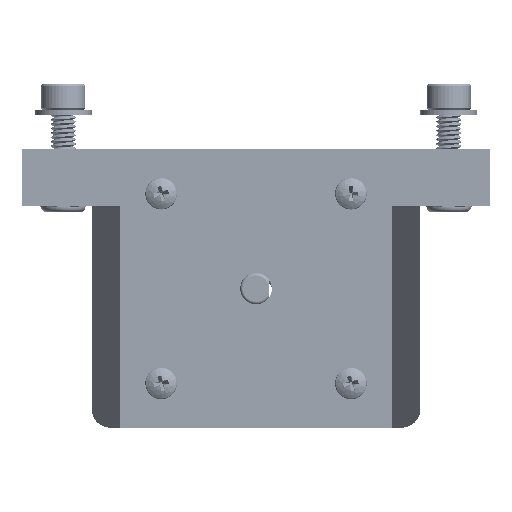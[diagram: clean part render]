
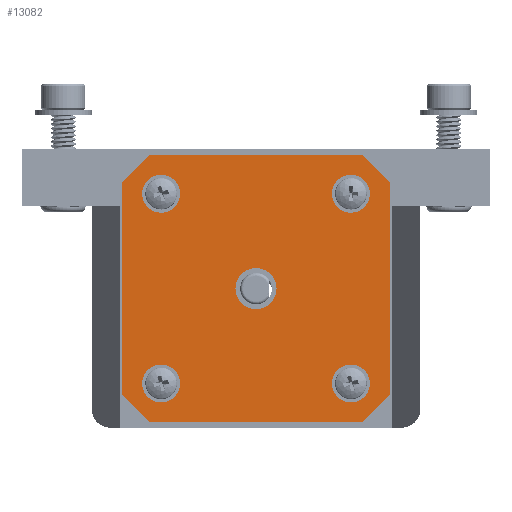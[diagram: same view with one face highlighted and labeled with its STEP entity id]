
A CAD part, front view. The second image highlights one B-rep face of the part: STEP entity #13082.
In plain terms, the highlighted planar face has unit normal (0, -1, 0).
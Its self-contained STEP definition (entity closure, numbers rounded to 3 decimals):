
#879=FACE_BOUND('',#2182,.T.);
#880=FACE_BOUND('',#2183,.T.);
#881=FACE_BOUND('',#2184,.T.);
#882=FACE_BOUND('',#2185,.T.);
#883=FACE_BOUND('',#2186,.T.);
#1071=PLANE('',#14104);
#1443=FACE_OUTER_BOUND('',#2181,.T.);
#2181=EDGE_LOOP('',(#9746,#9747,#9748,#9749,#9750,#9751,#9752,#9753));
#2182=EDGE_LOOP('',(#9754,#9755));
#2183=EDGE_LOOP('',(#9756,#9757));
#2184=EDGE_LOOP('',(#9758,#9759));
#2185=EDGE_LOOP('',(#9760,#9761));
#2186=EDGE_LOOP('',(#9762,#9763));
#3132=LINE('',#19776,#4228);
#3136=LINE('',#19784,#4232);
#3143=LINE('',#19797,#4239);
#3145=LINE('',#19801,#4241);
#3148=LINE('',#19806,#4244);
#3150=LINE('',#19810,#4246);
#3154=LINE('',#19818,#4250);
#3157=LINE('',#19822,#4253);
#4228=VECTOR('',#16058,1000.);
#4232=VECTOR('',#16064,1000.);
#4239=VECTOR('',#16073,1000.);
#4241=VECTOR('',#16077,1000.);
#4244=VECTOR('',#16082,1000.);
#4246=VECTOR('',#16086,1000.);
#4250=VECTOR('',#16092,1000.);
#4253=VECTOR('',#16097,1000.);
#5081=CIRCLE('',#14043,3.);
#5082=CIRCLE('',#14044,3.);
#5089=CIRCLE('',#14053,3.);
#5090=CIRCLE('',#14054,3.);
#5097=CIRCLE('',#14063,3.);
#5098=CIRCLE('',#14064,3.);
#5105=CIRCLE('',#14073,3.);
#5106=CIRCLE('',#14074,3.);
#5117=CIRCLE('',#14088,3.25);
#5118=CIRCLE('',#14089,3.25);
#5795=VERTEX_POINT('',#19628);
#5796=VERTEX_POINT('',#19630);
#5803=VERTEX_POINT('',#19648);
#5804=VERTEX_POINT('',#19650);
#5811=VERTEX_POINT('',#19668);
#5812=VERTEX_POINT('',#19670);
#5819=VERTEX_POINT('',#19688);
#5820=VERTEX_POINT('',#19690);
#5831=VERTEX_POINT('',#19718);
#5832=VERTEX_POINT('',#19720);
#5854=VERTEX_POINT('',#19773);
#5855=VERTEX_POINT('',#19775);
#5858=VERTEX_POINT('',#19783);
#5863=VERTEX_POINT('',#19796);
#5864=VERTEX_POINT('',#19800);
#5865=VERTEX_POINT('',#19805);
#5866=VERTEX_POINT('',#19809);
#5869=VERTEX_POINT('',#19817);
#7234=EDGE_CURVE('',#5795,#5796,#5081,.T.);
#7235=EDGE_CURVE('',#5796,#5795,#5082,.T.);
#7244=EDGE_CURVE('',#5803,#5804,#5089,.T.);
#7245=EDGE_CURVE('',#5804,#5803,#5090,.T.);
#7254=EDGE_CURVE('',#5811,#5812,#5097,.T.);
#7255=EDGE_CURVE('',#5812,#5811,#5098,.T.);
#7264=EDGE_CURVE('',#5819,#5820,#5105,.T.);
#7265=EDGE_CURVE('',#5820,#5819,#5106,.T.);
#7279=EDGE_CURVE('',#5831,#5832,#5117,.T.);
#7280=EDGE_CURVE('',#5832,#5831,#5118,.T.);
#7305=EDGE_CURVE('',#5854,#5855,#3132,.T.);
#7309=EDGE_CURVE('',#5855,#5858,#3136,.T.);
#7316=EDGE_CURVE('',#5858,#5863,#3143,.T.);
#7318=EDGE_CURVE('',#5863,#5864,#3145,.T.);
#7321=EDGE_CURVE('',#5864,#5865,#3148,.T.);
#7323=EDGE_CURVE('',#5865,#5866,#3150,.T.);
#7327=EDGE_CURVE('',#5866,#5869,#3154,.T.);
#7330=EDGE_CURVE('',#5869,#5854,#3157,.T.);
#9746=ORIENTED_EDGE('',*,*,#7305,.F.);
#9747=ORIENTED_EDGE('',*,*,#7330,.F.);
#9748=ORIENTED_EDGE('',*,*,#7327,.F.);
#9749=ORIENTED_EDGE('',*,*,#7323,.F.);
#9750=ORIENTED_EDGE('',*,*,#7321,.F.);
#9751=ORIENTED_EDGE('',*,*,#7318,.F.);
#9752=ORIENTED_EDGE('',*,*,#7316,.F.);
#9753=ORIENTED_EDGE('',*,*,#7309,.F.);
#9754=ORIENTED_EDGE('',*,*,#7235,.F.);
#9755=ORIENTED_EDGE('',*,*,#7234,.F.);
#9756=ORIENTED_EDGE('',*,*,#7245,.F.);
#9757=ORIENTED_EDGE('',*,*,#7244,.F.);
#9758=ORIENTED_EDGE('',*,*,#7255,.F.);
#9759=ORIENTED_EDGE('',*,*,#7254,.F.);
#9760=ORIENTED_EDGE('',*,*,#7265,.F.);
#9761=ORIENTED_EDGE('',*,*,#7264,.F.);
#9762=ORIENTED_EDGE('',*,*,#7280,.F.);
#9763=ORIENTED_EDGE('',*,*,#7279,.F.);
#13082=ADVANCED_FACE('',(#1443,#879,#880,#881,#882,#883),#1071,.T.);
#14043=AXIS2_PLACEMENT_3D('',#19631,#15919,#15920);
#14044=AXIS2_PLACEMENT_3D('',#19632,#15921,#15922);
#14053=AXIS2_PLACEMENT_3D('',#19651,#15941,#15942);
#14054=AXIS2_PLACEMENT_3D('',#19652,#15943,#15944);
#14063=AXIS2_PLACEMENT_3D('',#19671,#15963,#15964);
#14064=AXIS2_PLACEMENT_3D('',#19672,#15965,#15966);
#14073=AXIS2_PLACEMENT_3D('',#19691,#15985,#15986);
#14074=AXIS2_PLACEMENT_3D('',#19692,#15987,#15988);
#14088=AXIS2_PLACEMENT_3D('',#19721,#16018,#16019);
#14089=AXIS2_PLACEMENT_3D('',#19722,#16020,#16021);
#14104=AXIS2_PLACEMENT_3D('',#19827,#16102,#16103);
#15919=DIRECTION('center_axis',(0.,-1.,0.));
#15920=DIRECTION('ref_axis',(0.,0.,-1.));
#15921=DIRECTION('center_axis',(0.,-1.,0.));
#15922=DIRECTION('ref_axis',(0.,0.,-1.));
#15941=DIRECTION('center_axis',(0.,-1.,0.));
#15942=DIRECTION('ref_axis',(0.,0.,-1.));
#15943=DIRECTION('center_axis',(0.,-1.,0.));
#15944=DIRECTION('ref_axis',(0.,0.,-1.));
#15963=DIRECTION('center_axis',(0.,-1.,0.));
#15964=DIRECTION('ref_axis',(0.,0.,-1.));
#15965=DIRECTION('center_axis',(0.,-1.,0.));
#15966=DIRECTION('ref_axis',(0.,0.,-1.));
#15985=DIRECTION('center_axis',(0.,-1.,0.));
#15986=DIRECTION('ref_axis',(0.,0.,-1.));
#15987=DIRECTION('center_axis',(0.,-1.,0.));
#15988=DIRECTION('ref_axis',(0.,0.,-1.));
#16018=DIRECTION('center_axis',(0.,-1.,0.));
#16019=DIRECTION('ref_axis',(0.,0.,-1.));
#16020=DIRECTION('center_axis',(0.,-1.,0.));
#16021=DIRECTION('ref_axis',(0.,0.,-1.));
#16058=DIRECTION('',(0.,0.,1.));
#16064=DIRECTION('',(0.707,0.,0.707));
#16073=DIRECTION('',(1.,0.,0.));
#16077=DIRECTION('',(0.707,0.,-0.707));
#16082=DIRECTION('',(0.,0.,-1.));
#16086=DIRECTION('',(-0.707,0.,-0.707));
#16092=DIRECTION('',(-1.,0.,0.));
#16097=DIRECTION('',(-0.707,0.,0.707));
#16102=DIRECTION('center_axis',(0.,-1.,0.));
#16103=DIRECTION('ref_axis',(0.,0.,-1.));
#19628=CARTESIAN_POINT('',(-15.,0.,18.));
#19630=CARTESIAN_POINT('',(-15.,0.,12.));
#19631=CARTESIAN_POINT('Origin',(-15.,0.,15.));
#19632=CARTESIAN_POINT('Origin',(-15.,0.,15.));
#19648=CARTESIAN_POINT('',(15.,0.,18.));
#19650=CARTESIAN_POINT('',(15.,0.,12.));
#19651=CARTESIAN_POINT('Origin',(15.,0.,15.));
#19652=CARTESIAN_POINT('Origin',(15.,0.,15.));
#19668=CARTESIAN_POINT('',(15.,0.,-12.));
#19670=CARTESIAN_POINT('',(15.,0.,-18.));
#19671=CARTESIAN_POINT('Origin',(15.,0.,-15.));
#19672=CARTESIAN_POINT('Origin',(15.,0.,-15.));
#19688=CARTESIAN_POINT('',(-15.,0.,-12.));
#19690=CARTESIAN_POINT('',(-15.,0.,-18.));
#19691=CARTESIAN_POINT('Origin',(-15.,0.,-15.));
#19692=CARTESIAN_POINT('Origin',(-15.,0.,-15.));
#19718=CARTESIAN_POINT('',(0.,0.,3.25));
#19720=CARTESIAN_POINT('',(0.,0.,-3.25));
#19721=CARTESIAN_POINT('Origin',(0.,0.,0.));
#19722=CARTESIAN_POINT('Origin',(0.,0.,0.));
#19773=CARTESIAN_POINT('',(-21.15,0.,-16.751));
#19775=CARTESIAN_POINT('',(-21.15,0.,16.751));
#19776=CARTESIAN_POINT('',(-21.15,0.,16.751));
#19783=CARTESIAN_POINT('',(-16.751,0.,21.15));
#19784=CARTESIAN_POINT('',(-21.15,0.,16.751));
#19796=CARTESIAN_POINT('',(16.751,0.,21.15));
#19797=CARTESIAN_POINT('',(-16.751,0.,21.15));
#19800=CARTESIAN_POINT('',(21.15,0.,16.751));
#19801=CARTESIAN_POINT('',(16.751,0.,21.15));
#19805=CARTESIAN_POINT('',(21.15,0.,-16.751));
#19806=CARTESIAN_POINT('',(21.15,0.,16.751));
#19809=CARTESIAN_POINT('',(16.751,0.,-21.15));
#19810=CARTESIAN_POINT('',(16.751,0.,-21.15));
#19817=CARTESIAN_POINT('',(-16.751,0.,-21.15));
#19818=CARTESIAN_POINT('',(-16.751,0.,-21.15));
#19822=CARTESIAN_POINT('',(-21.15,0.,-16.751));
#19827=CARTESIAN_POINT('Origin',(0.,0.,0.));
